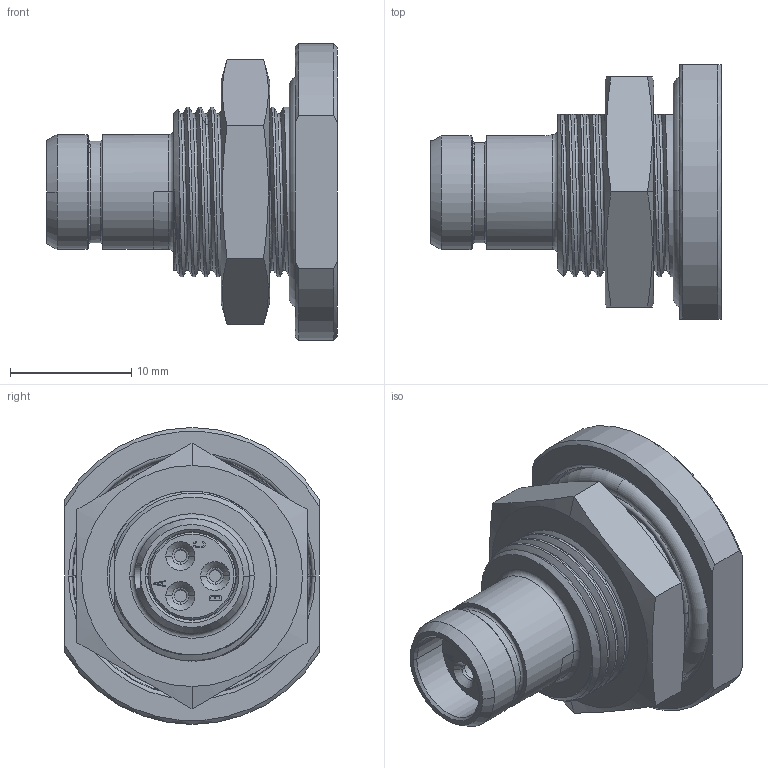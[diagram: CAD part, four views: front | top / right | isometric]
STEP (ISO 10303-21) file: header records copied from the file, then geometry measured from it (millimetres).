
FILE_DESCRIPTION((''),'2;1');
FILE_NAME('1332EV003FS','2024-07-24T13:55:02',('paultorloting'),('NET AG system integration'),'CREO PARAMETRIC BY PTC INC, 2021404','CREO PARAMETRIC BY PTC INC, 2021404','');
FILE_SCHEMA(('AUTOMOTIVE_DESIGN { 1 0 10303 214 1 1 1 1 }'));
Length unit declared in the file: millimetre
Products named in the file (1): 1332EV003FS
Bounding box: 24 x 21 x 24.5 mm (x, y, z)
Volume: 3750.2 mm3; surface area: 4539.6 mm2
Topology: 1 solids, 1 shells, 618 faces, 1612 edges, 1033 vertices
Faces by surface type: plane 352, cylinder 125, bspline 52, cone 51, torus 38
Entity records: 27460 total; most frequent: CARTESIAN_POINT 8846, ORIENTED_EDGE 3212, DIRECTION 2948, EDGE_CURVE 1606, VERTEX_POINT 1033, AXIS2_PLACEMENT_3D 1004, VECTOR 937, LINE 937
